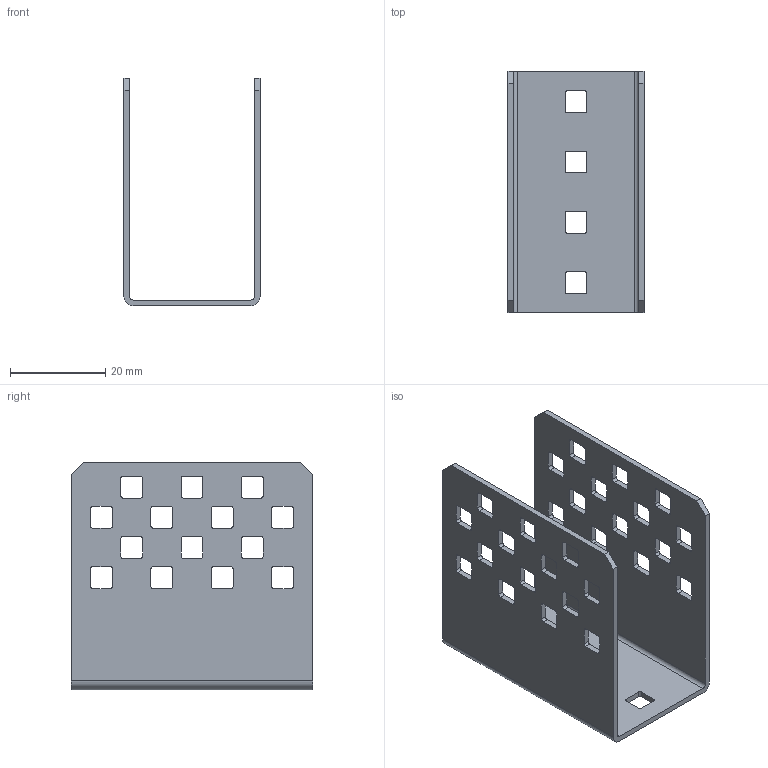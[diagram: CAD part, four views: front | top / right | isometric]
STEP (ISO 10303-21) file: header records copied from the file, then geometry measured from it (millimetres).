
FILE_DESCRIPTION (( 'STEP AP214' ), '1' );
FILE_NAME ('276-1926-002 Rev2.STEP', '2015-09-21T19:04:36', ( 'svradm' ), ( '' ), 'SwSTEP 2.0', 'SolidWorks 2015', '' );
FILE_SCHEMA (( 'AUTOMOTIVE_DESIGN' ));
Length unit declared in the file: inch
Products named in the file (1): 276-1926-002 Rev2
Bounding box: 28.68 x 50.8 x 47.88 mm (x, y, z)
Volume: 6540.7 mm3; surface area: 11982.6 mm2
Topology: 1 solids, 1 shells, 274 faces, 816 edges, 544 vertices
Faces by surface type: plane 142, cylinder 132
Entity records: 9432 total; most frequent: CARTESIAN_POINT 1635, ORIENTED_EDGE 1632, DIRECTION 1630, EDGE_CURVE 816, LINE 552, VECTOR 552, VERTEX_POINT 544, AXIS2_PLACEMENT_3D 539
